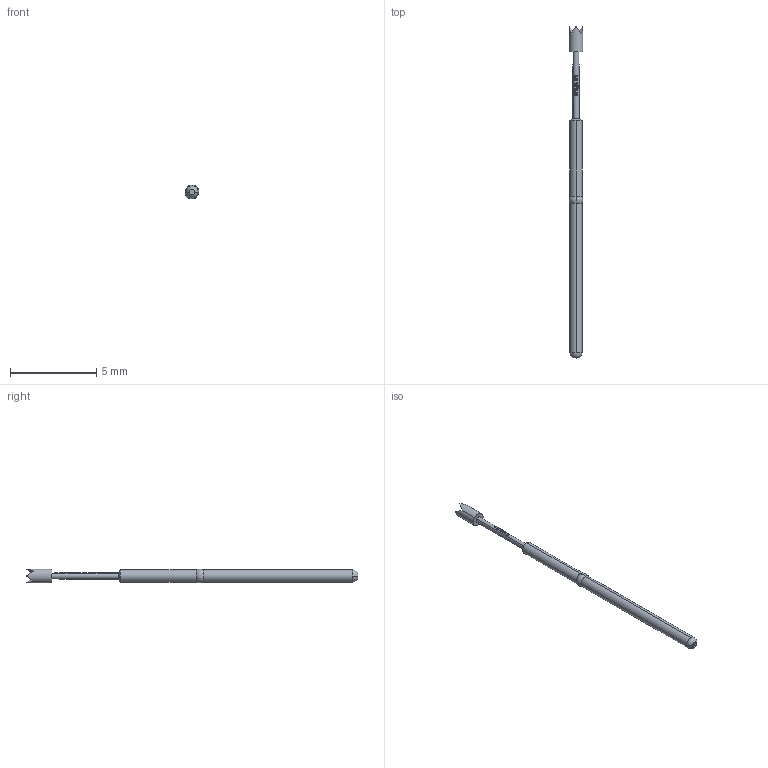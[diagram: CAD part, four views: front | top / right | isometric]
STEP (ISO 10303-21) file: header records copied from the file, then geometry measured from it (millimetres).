
FILE_DESCRIPTION (( 'STEP AP203' ), '1' );
FILE_NAME ('INGUN_GKS-080_304_080_A_xx05_E.STEP', '2021-09-30T05:45:56', ( 'ochi' ), ( '' ), 'SwSTEP 2.0', 'SolidWorks 2018', '' );
FILE_SCHEMA (( 'CONFIG_CONTROL_DESIGN' ));
Length unit declared in the file: millimetre
Products named in the file (1): INGUN_GKS-080_304_080_A_xx05_E
Bounding box: 0.8 x 19.3 x 0.8 mm (x, y, z)
Volume: 6.3 mm3; surface area: 40 mm2
Topology: 1 solids, 1 shells, 85 faces, 220 edges, 141 vertices
Faces by surface type: plane 40, bspline 22, cylinder 17, cone 2, torus 2, sphere 2
Entity records: 2954 total; most frequent: CARTESIAN_POINT 1196, ORIENTED_EDGE 436, EDGE_CURVE 218, DIRECTION 206, B_SPLINE_CURVE_WITH_KNOTS 160, VERTEX_POINT 141, AXIS2_PLACEMENT_3D 92, EDGE_LOOP 91
